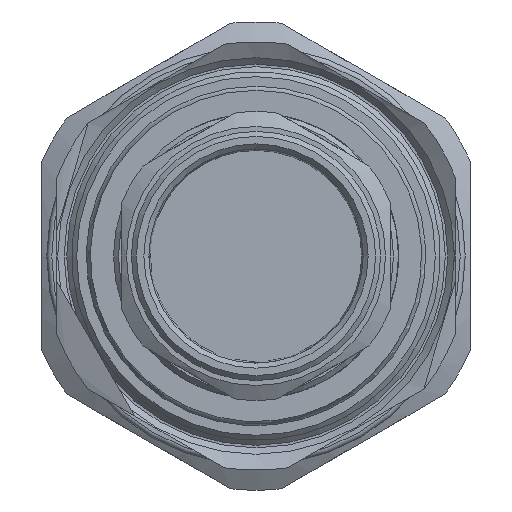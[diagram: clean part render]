
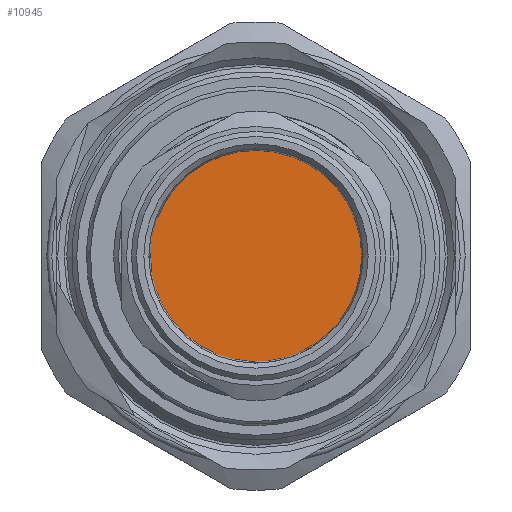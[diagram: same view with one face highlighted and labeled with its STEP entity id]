
A CAD part, left-side view. The second image highlights one B-rep face of the part: STEP entity #10945.
In plain terms, the highlighted planar face has unit normal (-1, 0, 0).
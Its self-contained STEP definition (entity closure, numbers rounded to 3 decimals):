
#2467=FACE_OUTER_BOUND('',#3083,.T.);
#3083=EDGE_LOOP('',(#6876,#6877));
#3768=CIRCLE('',#11593,10.75);
#3769=CIRCLE('',#11594,10.75);
#4109=VERTEX_POINT('',#14243);
#4110=VERTEX_POINT('',#14244);
#5214=EDGE_CURVE('',#4109,#4110,#3768,.T.);
#5215=EDGE_CURVE('',#4110,#4109,#3769,.T.);
#6876=ORIENTED_EDGE('',*,*,#5214,.F.);
#6877=ORIENTED_EDGE('',*,*,#5215,.F.);
#10138=PLANE('',#11592);
#10945=ADVANCED_FACE('',(#2467),#10138,.F.);
#11592=AXIS2_PLACEMENT_3D('',#14242,#12276,#12277);
#11593=AXIS2_PLACEMENT_3D('',#14245,#12278,#12279);
#11594=AXIS2_PLACEMENT_3D('',#14246,#12280,#12281);
#12276=DIRECTION('center_axis',(1.,0.,0.));
#12277=DIRECTION('ref_axis',(0.,0.,-1.));
#12278=DIRECTION('center_axis',(1.,0.,0.));
#12279=DIRECTION('ref_axis',(0.,0.,-1.));
#12280=DIRECTION('center_axis',(1.,0.,0.));
#12281=DIRECTION('ref_axis',(0.,0.,-1.));
#14242=CARTESIAN_POINT('Origin',(-1.197,-5.036,0.));
#14243=CARTESIAN_POINT('',(-1.197,5.714,0.));
#14244=CARTESIAN_POINT('',(-1.197,-15.786,0.));
#14245=CARTESIAN_POINT('Origin',(-1.197,-5.036,0.));
#14246=CARTESIAN_POINT('Origin',(-1.197,-5.036,0.));
